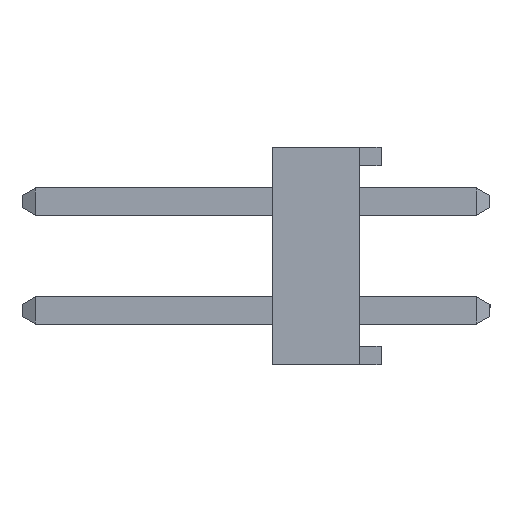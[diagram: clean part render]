
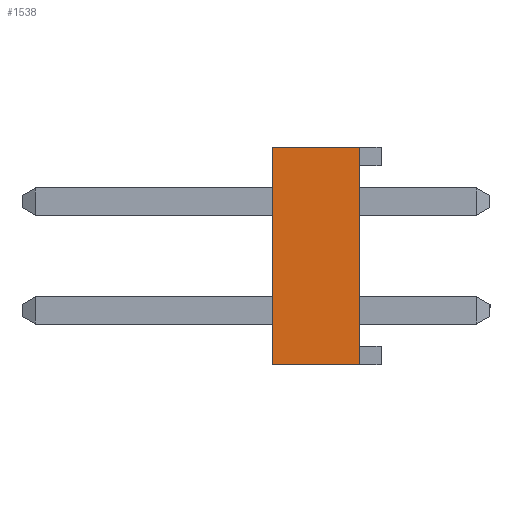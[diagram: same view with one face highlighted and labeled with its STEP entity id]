
A CAD part, left-side view. The second image highlights one B-rep face of the part: STEP entity #1538.
In plain terms, the highlighted planar face has unit normal (-1, 0, 0).
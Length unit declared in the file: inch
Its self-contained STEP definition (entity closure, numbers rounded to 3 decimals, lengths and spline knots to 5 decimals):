
#1538 = ADVANCED_FACE( '', ( #3212 ), #3213, .F. );
#3212 = FACE_OUTER_BOUND( '', #5010, .T. );
#3213 = PLANE( '', #5011 );
#5010 = EDGE_LOOP( '', ( #9449, #9450, #9451, #9452 ) );
#5011 = AXIS2_PLACEMENT_3D( '', #9453, #9454, #9455 );
#9449 = ORIENTED_EDGE( '', *, *, #11325, .F. );
#9450 = ORIENTED_EDGE( '', *, *, #11489, .F. );
#9451 = ORIENTED_EDGE( '', *, *, #12405, .F. );
#9452 = ORIENTED_EDGE( '', *, *, #10750, .T. );
#9453 = CARTESIAN_POINT( '', ( -0.35, 0.1, -0.1 ) );
#9454 = DIRECTION( '', ( 1., 0., 0. ) );
#9455 = DIRECTION( '', ( 0., 0., -1. ) );
#10750 = EDGE_CURVE( '', #12886, #12884, #12887, .T. );
#11325 = EDGE_CURVE( '', #13844, #12884, #13846, .T. );
#11489 = EDGE_CURVE( '', #14097, #13844, #14099, .T. );
#12405 = EDGE_CURVE( '', #12886, #14097, #15288, .T. );
#12884 = VERTEX_POINT( '', #15904 );
#12886 = VERTEX_POINT( '', #15907 );
#12887 = LINE( '', #15908, #15909 );
#13844 = VERTEX_POINT( '', #17325 );
#13846 = LINE( '', #17328, #17329 );
#14097 = VERTEX_POINT( '', #17708 );
#14099 = LINE( '', #17711, #17712 );
#15288 = LINE( '', #19546, #19547 );
#15904 = CARTESIAN_POINT( '', ( -0.35, 0.02, -0.1 ) );
#15907 = CARTESIAN_POINT( '', ( -0.35, 0.1, -0.1 ) );
#15908 = CARTESIAN_POINT( '', ( -0.35, 0.1, -0.1 ) );
#15909 = VECTOR( '', #19951, 39.37008 );
#17325 = CARTESIAN_POINT( '', ( -0.35, 0.02, 0.1 ) );
#17328 = CARTESIAN_POINT( '', ( -0.35, 0.02, -0.1 ) );
#17329 = VECTOR( '', #20412, 39.37008 );
#17708 = CARTESIAN_POINT( '', ( -0.35, 0.1, 0.1 ) );
#17711 = CARTESIAN_POINT( '', ( -0.35, 0.1, 0.1 ) );
#17712 = VECTOR( '', #20542, 39.37008 );
#19546 = CARTESIAN_POINT( '', ( -0.35, 0.1, -0.1 ) );
#19547 = VECTOR( '', #21188, 39.37008 );
#19951 = DIRECTION( '', ( 0., -1., 0. ) );
#20412 = DIRECTION( '', ( 0., 0., -1. ) );
#20542 = DIRECTION( '', ( 0., -1., 0. ) );
#21188 = DIRECTION( '', ( 0., 0., 1. ) );
